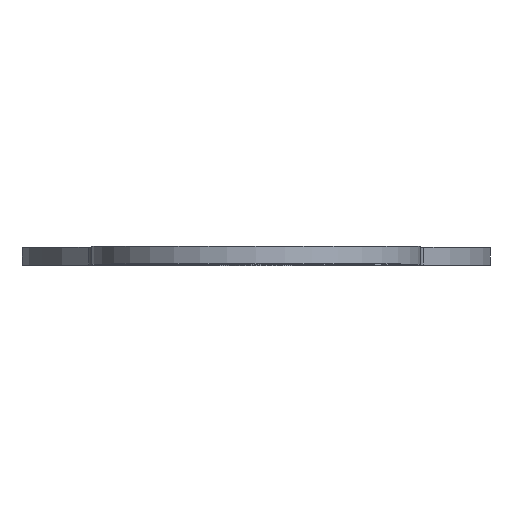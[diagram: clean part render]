
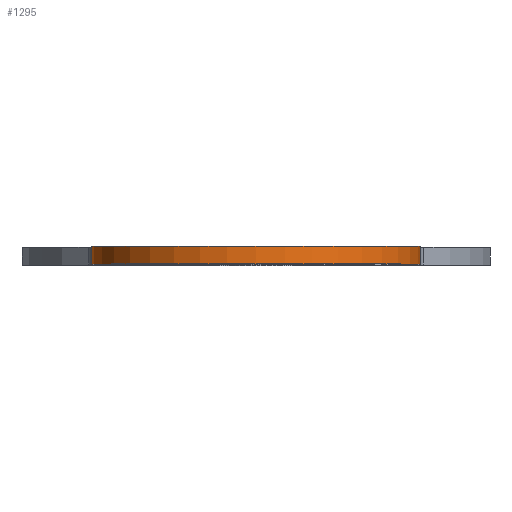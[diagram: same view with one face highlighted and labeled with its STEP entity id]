
A CAD part, top view. The second image highlights one B-rep face of the part: STEP entity #1295.
In plain terms, the highlighted cylindrical face has radius 28 mm (diameter 56 mm), a partial arc.
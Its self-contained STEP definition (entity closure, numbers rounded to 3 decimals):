
#107=FACE_OUTER_BOUND('',#173,.T.);
#173=EDGE_LOOP('',(#1033,#1034,#1035,#1036));
#279=LINE('',#2280,#367);
#280=LINE('',#2283,#368);
#367=VECTOR('',#1888,10.);
#368=VECTOR('',#1891,10.);
#473=CIRCLE('',#1481,28.);
#474=CIRCLE('',#1482,28.);
#597=VERTEX_POINT('',#2276);
#598=VERTEX_POINT('',#2277);
#599=VERTEX_POINT('',#2279);
#600=VERTEX_POINT('',#2281);
#783=EDGE_CURVE('',#597,#598,#473,.T.);
#784=EDGE_CURVE('',#598,#599,#279,.T.);
#785=EDGE_CURVE('',#600,#599,#474,.T.);
#786=EDGE_CURVE('',#597,#600,#280,.T.);
#1033=ORIENTED_EDGE('',*,*,#783,.T.);
#1034=ORIENTED_EDGE('',*,*,#784,.T.);
#1035=ORIENTED_EDGE('',*,*,#785,.F.);
#1036=ORIENTED_EDGE('',*,*,#786,.F.);
#1233=CYLINDRICAL_SURFACE('',#1480,28.);
#1295=ADVANCED_FACE('',(#107),#1233,.T.);
#1480=AXIS2_PLACEMENT_3D('',#2275,#1884,#1885);
#1481=AXIS2_PLACEMENT_3D('',#2278,#1886,#1887);
#1482=AXIS2_PLACEMENT_3D('',#2282,#1889,#1890);
#1884=DIRECTION('center_axis',(0.,1.,0.));
#1885=DIRECTION('ref_axis',(-1.,0.,0.));
#1886=DIRECTION('center_axis',(0.,1.,0.));
#1887=DIRECTION('ref_axis',(-1.,0.,0.));
#1888=DIRECTION('',(0.,1.,0.));
#1889=DIRECTION('center_axis',(0.,1.,0.));
#1890=DIRECTION('ref_axis',(-1.,0.,0.));
#1891=DIRECTION('',(0.,1.,0.));
#2275=CARTESIAN_POINT('Origin',(0.,0.,-21.));
#2276=CARTESIAN_POINT('',(-28.,0.,-21.));
#2277=CARTESIAN_POINT('',(28.,0.,-21.));
#2278=CARTESIAN_POINT('Origin',(0.,0.,-21.));
#2279=CARTESIAN_POINT('',(28.,3.,-21.));
#2280=CARTESIAN_POINT('',(28.,0.,-21.));
#2281=CARTESIAN_POINT('',(-28.,3.,-21.));
#2282=CARTESIAN_POINT('Origin',(0.,3.,-21.));
#2283=CARTESIAN_POINT('',(-28.,0.,-21.));
